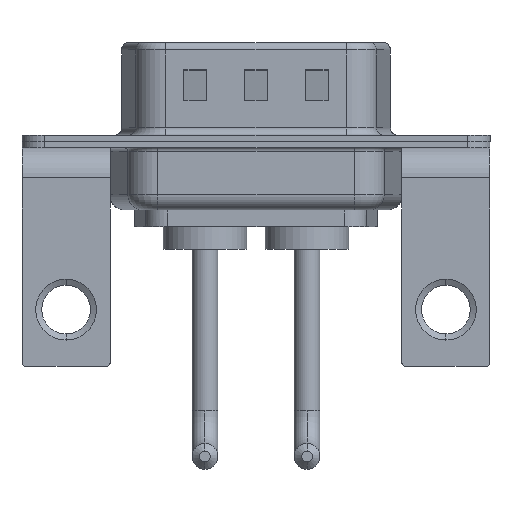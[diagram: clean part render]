
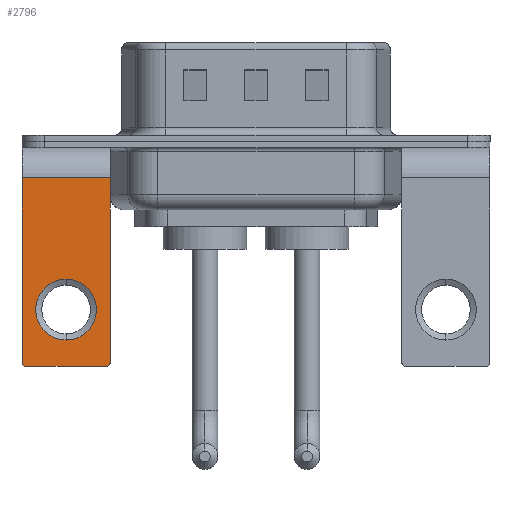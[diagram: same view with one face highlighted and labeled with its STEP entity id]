
A CAD part, front view. The second image highlights one B-rep face of the part: STEP entity #2796.
In plain terms, the highlighted planar face has unit normal (0, -1, 0).
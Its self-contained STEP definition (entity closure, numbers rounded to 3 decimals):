
#53 = CARTESIAN_POINT ( 'NONE',  ( -2.65, -6.25, -14.8 ) ) ;
#760 = EDGE_CURVE ( 'NONE', #12335, #6529, #13664, .T. ) ;
#1078 = EDGE_CURVE ( 'NONE', #14624, #14040, #2053, .T. ) ;
#1195 = CARTESIAN_POINT ( 'NONE',  ( 0., -6.25, -11.07 ) ) ;
#1205 = DIRECTION ( 'NONE',  ( 0., -1., 0. ) ) ;
#1537 = CARTESIAN_POINT ( 'NONE',  ( -2.9, -6.25, -14.55 ) ) ;
#1814 = EDGE_CURVE ( 'NONE', #8667, #2022, #8359, .T. ) ;
#1827 = VECTOR ( 'NONE', #4944, 1000. ) ;
#1933 = DIRECTION ( 'NONE',  ( 0., 0., 1. ) ) ;
#2022 = VERTEX_POINT ( 'NONE', #11500 ) ;
#2048 = CARTESIAN_POINT ( 'NONE',  ( 2.65, -6.25, -14.55 ) ) ;
#2053 = CIRCLE ( 'NONE', #12677, 0.25 ) ;
#2440 = CIRCLE ( 'NONE', #4455, 2. ) ;
#2796 = ADVANCED_FACE ( 'NONE', ( #7931, #10346 ), #4274, .F. ) ;
#2859 = ORIENTED_EDGE ( 'NONE', *, *, #15115, .T. ) ;
#2900 = DIRECTION ( 'NONE',  ( 0., -1., 0. ) ) ;
#3416 = VERTEX_POINT ( 'NONE', #12589 ) ;
#3573 = ORIENTED_EDGE ( 'NONE', *, *, #6477, .T. ) ;
#3639 = CIRCLE ( 'NONE', #8757, 2. ) ;
#3789 = EDGE_CURVE ( 'NONE', #8667, #14040, #6212, .T. ) ;
#4274 = PLANE ( 'NONE',  #4590 ) ;
#4455 = AXIS2_PLACEMENT_3D ( 'NONE', #5918, #6990, #11726 ) ;
#4569 = LINE ( 'NONE', #8271, #5416 ) ;
#4587 = CARTESIAN_POINT ( 'NONE',  ( 2.65, -6.25, -14.8 ) ) ;
#4590 = AXIS2_PLACEMENT_3D ( 'NONE', #15106, #14872, #1933 ) ;
#4775 = DIRECTION ( 'NONE',  ( 0., 0., 1. ) ) ;
#4837 = DIRECTION ( 'NONE',  ( 0., 1., 0. ) ) ;
#4944 = DIRECTION ( 'NONE',  ( -1., 0., 0. ) ) ;
#5092 = VECTOR ( 'NONE', #13667, 1000. ) ;
#5293 = DIRECTION ( 'NONE',  ( 0., 0., -1. ) ) ;
#5416 = VECTOR ( 'NONE', #6926, 1000. ) ;
#5918 = CARTESIAN_POINT ( 'NONE',  ( 0., -6.25, -11.07 ) ) ;
#6044 = DIRECTION ( 'NONE',  ( 0., 0., 1. ) ) ;
#6212 = LINE ( 'NONE', #14751, #10035 ) ;
#6477 = EDGE_CURVE ( 'NONE', #3416, #10724, #2440, .T. ) ;
#6529 = VERTEX_POINT ( 'NONE', #53 ) ;
#6545 = EDGE_CURVE ( 'NONE', #2022, #12335, #4569, .T. ) ;
#6743 = ORIENTED_EDGE ( 'NONE', *, *, #14876, .F. ) ;
#6925 = EDGE_LOOP ( 'NONE', ( #14591, #8365, #6743, #11412, #10215, #13698 ) ) ;
#6926 = DIRECTION ( 'NONE',  ( 0., 0., -1. ) ) ;
#6990 = DIRECTION ( 'NONE',  ( 0., 1., 0. ) ) ;
#7901 = LINE ( 'NONE', #10079, #5092 ) ;
#7931 = FACE_BOUND ( 'NONE', #9442, .T. ) ;
#8271 = CARTESIAN_POINT ( 'NONE',  ( -2.9, -6.25, -2.4 ) ) ;
#8359 = LINE ( 'NONE', #14611, #1827 ) ;
#8365 = ORIENTED_EDGE ( 'NONE', *, *, #760, .T. ) ;
#8667 = VERTEX_POINT ( 'NONE', #10614 ) ;
#8757 = AXIS2_PLACEMENT_3D ( 'NONE', #1195, #4837, #6044 ) ;
#9442 = EDGE_LOOP ( 'NONE', ( #2859, #3573 ) ) ;
#10035 = VECTOR ( 'NONE', #5293, 1000. ) ;
#10079 = CARTESIAN_POINT ( 'NONE',  ( 2.9, -6.25, -14.8 ) ) ;
#10215 = ORIENTED_EDGE ( 'NONE', *, *, #3789, .F. ) ;
#10346 = FACE_OUTER_BOUND ( 'NONE', #6925, .T. ) ;
#10614 = CARTESIAN_POINT ( 'NONE',  ( 2.9, -6.25, -2.4 ) ) ;
#10724 = VERTEX_POINT ( 'NONE', #11826 ) ;
#11412 = ORIENTED_EDGE ( 'NONE', *, *, #1078, .T. ) ;
#11500 = CARTESIAN_POINT ( 'NONE',  ( -2.9, -6.25, -2.4 ) ) ;
#11726 = DIRECTION ( 'NONE',  ( 0., 0., 1. ) ) ;
#11826 = CARTESIAN_POINT ( 'NONE',  ( 0., -6.25, -13.07 ) ) ;
#12335 = VERTEX_POINT ( 'NONE', #1537 ) ;
#12389 = CARTESIAN_POINT ( 'NONE',  ( 2.9, -6.25, -14.55 ) ) ;
#12589 = CARTESIAN_POINT ( 'NONE',  ( 0., -6.25, -9.07 ) ) ;
#12677 = AXIS2_PLACEMENT_3D ( 'NONE', #2048, #2900, #13581 ) ;
#13581 = DIRECTION ( 'NONE',  ( 0., 0., 1. ) ) ;
#13664 = CIRCLE ( 'NONE', #14397, 0.25 ) ;
#13667 = DIRECTION ( 'NONE',  ( -1., 0., 0. ) ) ;
#13698 = ORIENTED_EDGE ( 'NONE', *, *, #1814, .T. ) ;
#13991 = CARTESIAN_POINT ( 'NONE',  ( -2.65, -6.25, -14.55 ) ) ;
#14040 = VERTEX_POINT ( 'NONE', #12389 ) ;
#14397 = AXIS2_PLACEMENT_3D ( 'NONE', #13991, #1205, #4775 ) ;
#14591 = ORIENTED_EDGE ( 'NONE', *, *, #6545, .T. ) ;
#14611 = CARTESIAN_POINT ( 'NONE',  ( 2.9, -6.25, -2.4 ) ) ;
#14624 = VERTEX_POINT ( 'NONE', #4587 ) ;
#14751 = CARTESIAN_POINT ( 'NONE',  ( 2.9, -6.25, -2.4 ) ) ;
#14872 = DIRECTION ( 'NONE',  ( 0., 1., 0. ) ) ;
#14876 = EDGE_CURVE ( 'NONE', #14624, #6529, #7901, .T. ) ;
#15106 = CARTESIAN_POINT ( 'NONE',  ( 2.9, -6.25, -2.4 ) ) ;
#15115 = EDGE_CURVE ( 'NONE', #10724, #3416, #3639, .T. ) ;
